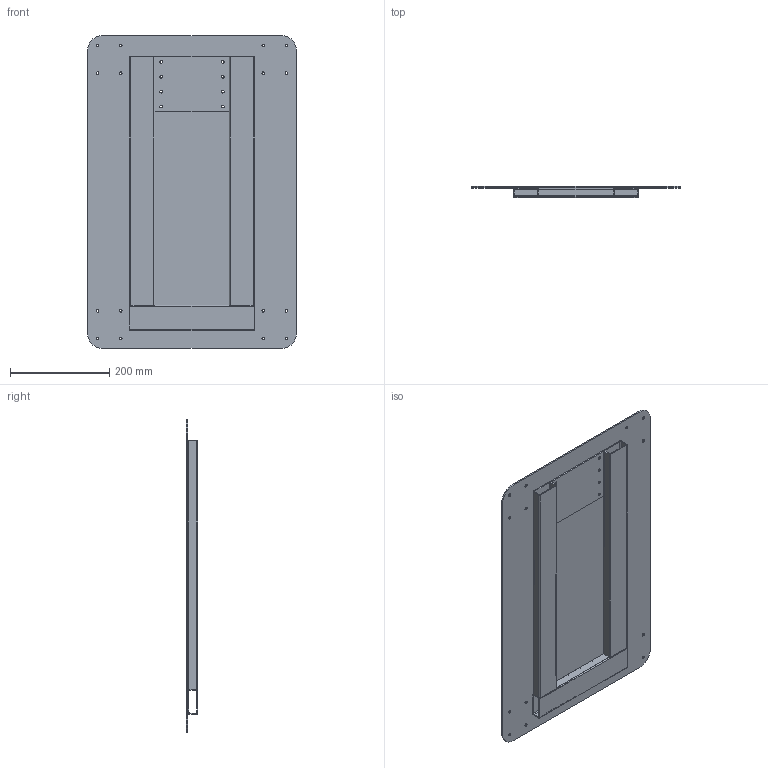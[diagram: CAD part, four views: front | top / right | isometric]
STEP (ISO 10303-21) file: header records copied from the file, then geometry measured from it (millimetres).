
FILE_DESCRIPTION (( 'STEP AP214' ), '1' );
FILE_NAME ('ZTUB_13_RENF.STEP', '2023-11-14T15:28:37', ( '' ), ( '' ), 'SwSTEP 2.0', 'SolidWorks 2018', '' );
FILE_SCHEMA (( 'AUTOMOTIVE_DESIGN' ));
Length unit declared in the file: millimetre
Products named in the file (5): Rectangle_Court; Platine; ZTUB_13_RENF; Plaque_Dessous_Renfort; Rectangle_Long
Assembly tree (5 placements, depth 2):
  ZTUB_13_RENF
    Plaque_Dessous_Renfort
    Platine
    Rectangle_Long  x2
    Rectangle_Court
Bounding box: 420 x 23 x 630 mm (x, y, z)
Volume: 1167625.4 mm3; surface area: 891226.7 mm2
Topology: 5 solids, 5 shells, 166 faces, 436 edges, 280 vertices
Faces by surface type: cylinder 92, plane 42, cone 32
Entity records: 4958 total; most frequent: DIRECTION 900, CARTESIAN_POINT 792, ORIENTED_EDGE 776, EDGE_CURVE 388, AXIS2_PLACEMENT_3D 356, VERTEX_POINT 248, EDGE_LOOP 216, CIRCLE 200
